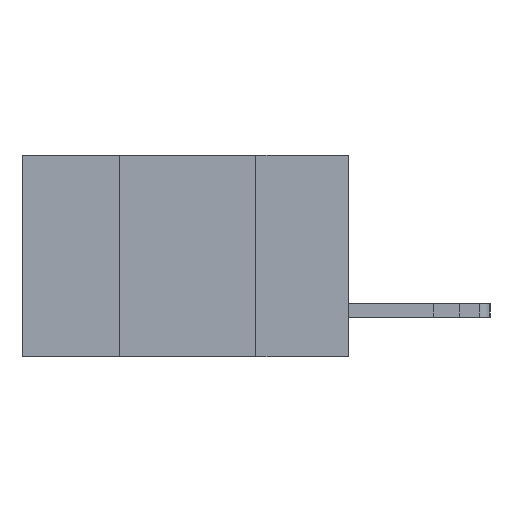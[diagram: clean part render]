
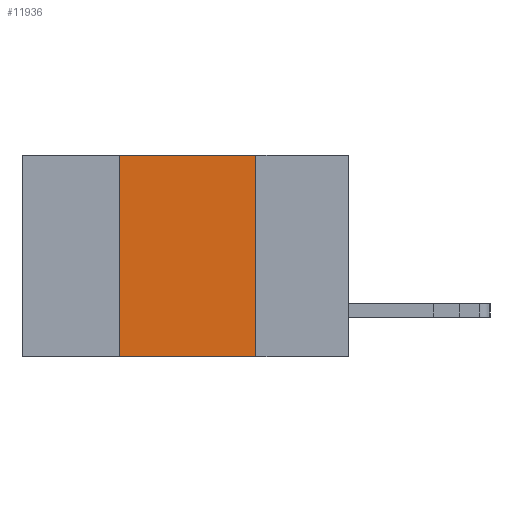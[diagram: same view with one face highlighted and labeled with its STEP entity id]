
A CAD part, left-side view. The second image highlights one B-rep face of the part: STEP entity #11936.
In plain terms, the highlighted planar face has unit normal (-1, 0, 0).
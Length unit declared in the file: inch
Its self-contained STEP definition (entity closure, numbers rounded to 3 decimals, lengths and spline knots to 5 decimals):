
#459 = VERTEX_POINT ( 'NONE', #11034 ) ;
#524 = VECTOR ( 'NONE', #8500, 39.37008 ) ;
#791 = EDGE_CURVE ( 'NONE', #10526, #459, #3117, .T. ) ;
#2002 = AXIS2_PLACEMENT_3D ( 'NONE', #5428, #11882, #6358 ) ;
#3104 = LINE ( 'NONE', #4690, #524 ) ;
#3117 = LINE ( 'NONE', #4897, #10002 ) ;
#3583 = CARTESIAN_POINT ( 'NONE',  ( 0., 0.42, -0.37 ) ) ;
#4191 = DIRECTION ( 'NONE',  ( 0., -1., 0. ) ) ;
#4344 = VECTOR ( 'NONE', #4191, 39.37008 ) ;
#4476 = PLANE ( 'NONE',  #2002 ) ;
#4659 = VECTOR ( 'NONE', #10975, 39.37008 ) ;
#4690 = CARTESIAN_POINT ( 'NONE',  ( 0., 0.6, -0.37 ) ) ;
#4897 = CARTESIAN_POINT ( 'NONE',  ( 0., 0.17, 0. ) ) ;
#5428 = CARTESIAN_POINT ( 'NONE',  ( 0., 0.6, 0. ) ) ;
#5726 = DIRECTION ( 'NONE',  ( 0., 0., -1. ) ) ;
#6358 = DIRECTION ( 'NONE',  ( 0., 0., -1. ) ) ;
#6507 = VERTEX_POINT ( 'NONE', #3583 ) ;
#6602 = EDGE_CURVE ( 'NONE', #6507, #459, #3104, .T. ) ;
#6943 = ORIENTED_EDGE ( 'NONE', *, *, #791, .F. ) ;
#7083 = CARTESIAN_POINT ( 'NONE',  ( 0., 0.42, 0. ) ) ;
#7178 = LINE ( 'NONE', #10013, #4659 ) ;
#7261 = ORIENTED_EDGE ( 'NONE', *, *, #10624, .F. ) ;
#7858 = FACE_OUTER_BOUND ( 'NONE', #8212, .T. ) ;
#7969 = CARTESIAN_POINT ( 'NONE',  ( 0., 0.6, 0. ) ) ;
#8212 = EDGE_LOOP ( 'NONE', ( #6943, #7261, #9340, #10266 ) ) ;
#8500 = DIRECTION ( 'NONE',  ( 0., -1., 0. ) ) ;
#9340 = ORIENTED_EDGE ( 'NONE', *, *, #10122, .F. ) ;
#9894 = LINE ( 'NONE', #7969, #4344 ) ;
#10002 = VECTOR ( 'NONE', #5726, 39.37008 ) ;
#10010 = VERTEX_POINT ( 'NONE', #7083 ) ;
#10013 = CARTESIAN_POINT ( 'NONE',  ( 0., 0.42, 0. ) ) ;
#10122 = EDGE_CURVE ( 'NONE', #6507, #10010, #7178, .T. ) ;
#10266 = ORIENTED_EDGE ( 'NONE', *, *, #6602, .T. ) ;
#10526 = VERTEX_POINT ( 'NONE', #11476 ) ;
#10624 = EDGE_CURVE ( 'NONE', #10010, #10526, #9894, .T. ) ;
#10975 = DIRECTION ( 'NONE',  ( 0., 0., 1. ) ) ;
#11034 = CARTESIAN_POINT ( 'NONE',  ( 0., 0.17, -0.37 ) ) ;
#11476 = CARTESIAN_POINT ( 'NONE',  ( 0., 0.17, 0. ) ) ;
#11882 = DIRECTION ( 'NONE',  ( 1., 0., 0. ) ) ;
#11936 = ADVANCED_FACE ( 'NONE', ( #7858 ), #4476, .F. ) ;
